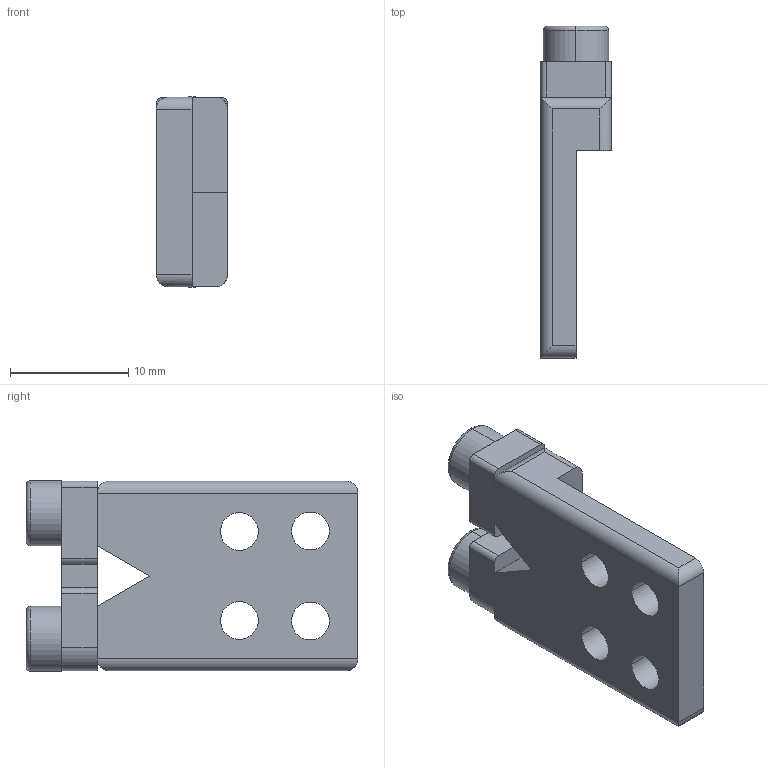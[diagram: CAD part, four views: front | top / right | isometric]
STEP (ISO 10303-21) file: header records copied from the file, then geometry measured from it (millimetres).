
FILE_DESCRIPTION (( 'STEP AP203' ), '1' );
FILE_NAME ('APFCH-3.STEP', '2018-12-06T08:06:58', ( '' ), ( '' ), 'SwSTEP 2.0', 'SolidWorks 2016', '' );
FILE_SCHEMA (( 'CONFIG_CONTROL_DESIGN' ));
Length unit declared in the file: millimetre
Products named in the file (1): APFCH-3
Bounding box: 6 x 28 x 16.1 mm (x, y, z)
Surface area: 1606.5 mm2 (no closed solid volume)
Topology: 0 solids, 4 shells, 89 faces, 234 edges, 150 vertices
Faces by surface type: plane 51, cylinder 30, cone 4, torus 4
Entity records: 2810 total; most frequent: CARTESIAN_POINT 488, DIRECTION 488, ORIENTED_EDGE 444, EDGE_CURVE 230, AXIS2_PLACEMENT_3D 174, VERTEX_POINT 150, LINE 140, VECTOR 140
